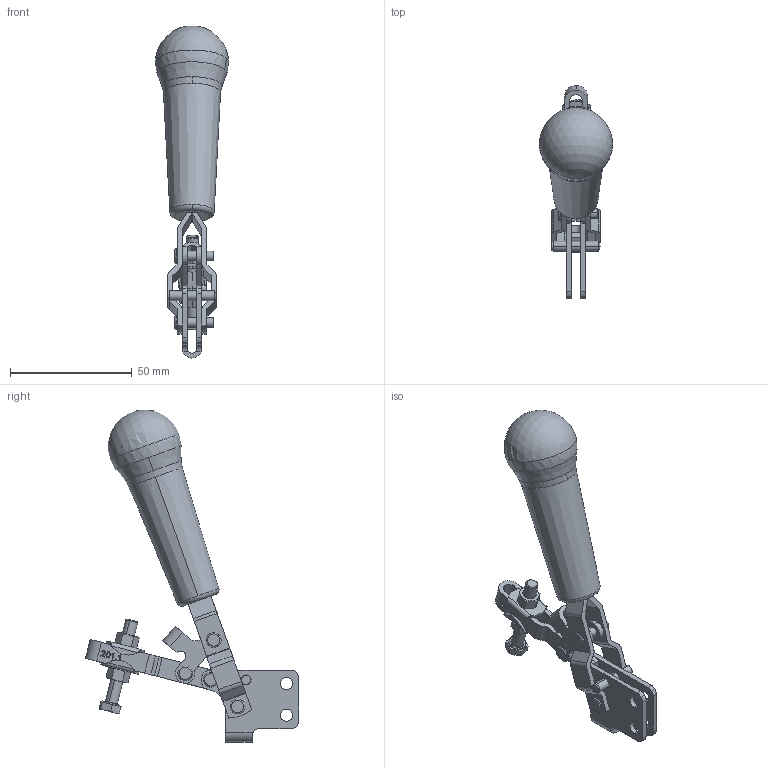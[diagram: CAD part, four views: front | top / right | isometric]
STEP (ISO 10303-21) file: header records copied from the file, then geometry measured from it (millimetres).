
FILE_DESCRIPTION((''),'2;1');
FILE_NAME('201.1-opened.stp','2005-09-27T17:57:54',('Kysilko'),(''),'Autodesk Inventor 8','Autodesk Inventor 8','');
FILE_SCHEMA(('AUTOMOTIVE_DESIGN { 1 0 10303 214 1 1 1 1 }'));
Length unit declared in the file: millimetre
Products named in the file (1): Part59
Bounding box: 30 x 87.41 x 136.13 mm (x, y, z)
Volume: 43201.6 mm3; surface area: 17607.5 mm2
Topology: 1 solids, 2 shells, 426 faces, 1177 edges, 754 vertices
Faces by surface type: plane 149, cylinder 131, bspline 76, cone 56, torus 10, sphere 4
Entity records: 16053 total; most frequent: CARTESIAN_POINT 5330, ORIENTED_EDGE 2332, DIRECTION 2192, EDGE_CURVE 1166, AXIS2_PLACEMENT_3D 813, VERTEX_POINT 753, VECTOR 566, LINE 566
